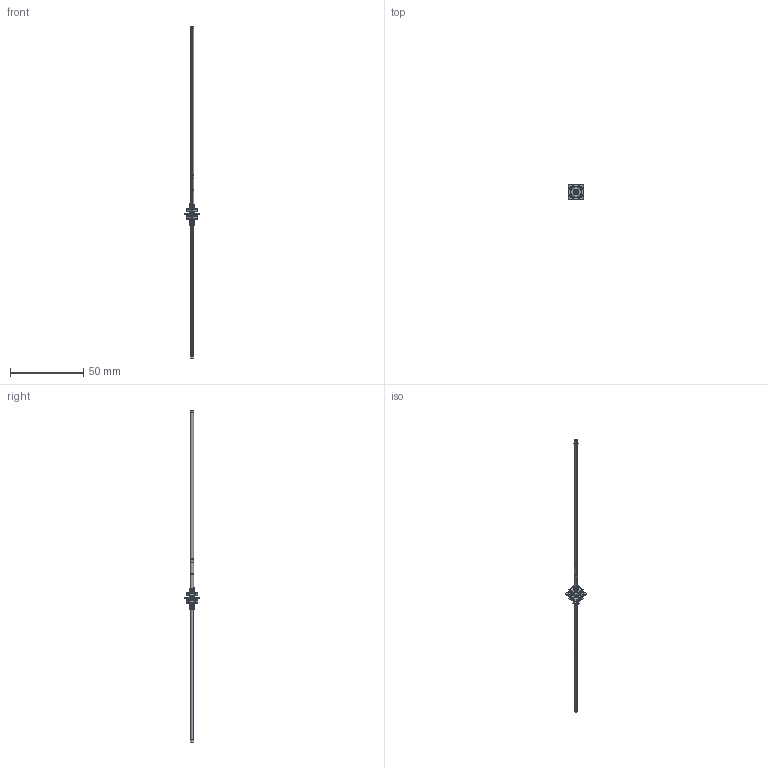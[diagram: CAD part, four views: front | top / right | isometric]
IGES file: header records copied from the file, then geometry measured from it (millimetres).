
Start section:  PTC IGES file: 166380.igs
Global section: file name: 166380.igs; native system: Creo Parametric by Parametric Technology Corporation; preprocessor: 2013230; author: PDMAdmin; organization: Unknown; date: 20160405.083023; units: millimetre
Bounding box: 10.52 x 10.52 x 226.86 mm (x, y, z)
Volume: 796.4 mm3; surface area: 18299 mm2
Topology: 7 solids, 8 shells, 522 faces, 2738 edges, 3545 vertices
Faces by surface type: revolution 398, bspline 124
